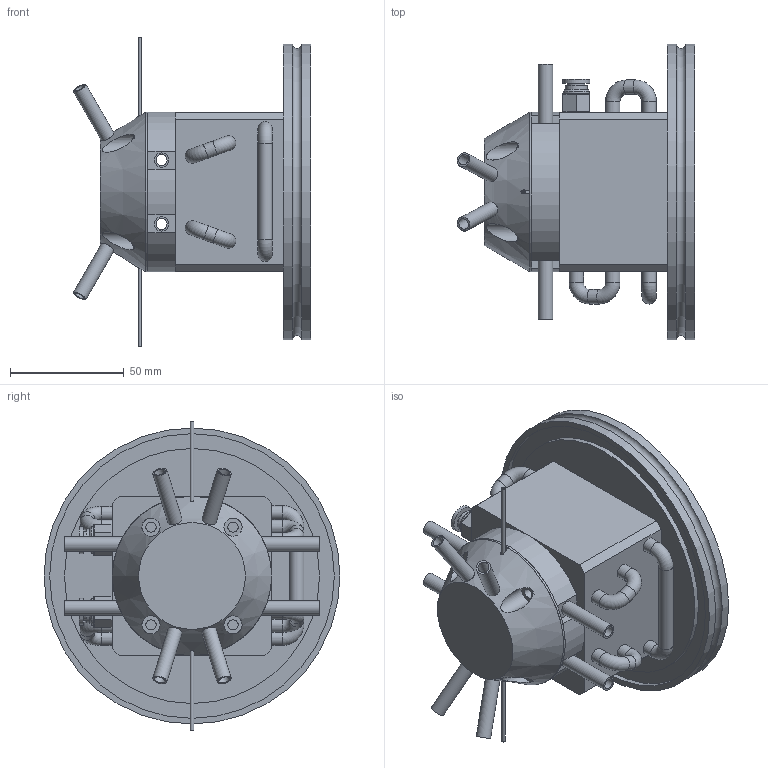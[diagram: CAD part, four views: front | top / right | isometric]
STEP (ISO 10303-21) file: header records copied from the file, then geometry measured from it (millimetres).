
FILE_DESCRIPTION(('HOOPS Exchange Step'),'2;1');
FILE_NAME('liquid_target.stp','2025-06-24T11:44:47+05:30',('Javed Akhter'),('Unknown organisation'),'HOOPS Exchange 2024.6','HOOPS Exchange','Unknown authorisation');
FILE_SCHEMA( ('AUTOMOTIVE_DESIGN { 1 0 10303 214 1 1 1 1 }') );
Length unit declared in the file: millimetre
Products named in the file (17): Symmetry of Symmetry of 14 inch cu tube(Symmetry of Symmetry of 14 inch cu tube.2.1.1); Symmetry of 14 inch cu tube(Symmetry of 14 inch cu tube.2.1); 14 inch cu tube(14 inch cu tube.2); Capillary tube(Capillary tube.1); Push-To-Connect Connector 1_4 MNPT x 6mm Push Connector(Push-To-Connect Connector 1_4 MNPT x 6mm Push Connector_1); Push-To-Connect Connector 1_8 MNPT x 6mm Push Connector(Push-To-Connect Connector 1_8 MNPT x 6mm Push Connector v2_1)2; Push-To-Connect Connector 1-8 MNPT x 6mm_1(Push-To-Connect Connector 1-8 MNPT x 6mm_1.1); Push-To-Connect Connector 1-8 MNPT x 6mm(Push-To-Connect Connector 1-8 MNPT x 6mm_1)2; Push-To-Connect Connector 1_8 MNPT x 6mm(Symmetry of Push-To-Connect Connector 1_8 MNPT x 6mm.1.1); Push-To-Connect Connector 1_8 MNPT x 6mm Push Connector(Push-To-Connect Connector 1_8 MNPT x 6mm Push Connector v2_1); Push-To-Connect Connector 1-8 MNPT x 6mm(Push-To-Connect Connector 1-8 MNPT x 6mm_1); Push-To-Connect Connector 1_8 MNPT x 6mm(Push-To-Connect Connector 1_8 MNPT x 6mm.1); O-ring 2-030(O-ring 2-030.1); Symmetry of Cu U Tube 1_4 inch(Symmetry of Cu U Tube 1_4 inch.1.1); Cu U Tube 1_4 inch(Cu U Tube 1_4 inch.1); O-Ring 2-026(O-Ring 2-026); liquid_target
Assembly tree (28 placements, depth 4):
  liquid_target
    Symmetry of Symmetry of 14 inch cu tube(Symmetry of Symmetry of 14 inch cu tube.2.1.1)  x2
    Symmetry of 14 inch cu tube(Symmetry of 14 inch cu tube.2.1)  x4
    14 inch cu tube(14 inch cu tube.2)  x2
    Capillary tube(Capillary tube.1)  x2
    Push-To-Connect Connector 1_8 MNPT x 6mm(Symmetry of Push-To-Connect Connector 1_8 MNPT x 6mm.1.1)
      Push-To-Connect Connector 1_8 MNPT x 6mm Push Connector(Push-To-Connect Connector 1_8 MNPT x 6mm Push Connector v2_1)2
        Push-To-Connect Connector 1_4 MNPT x 6mm Push Connector(Push-To-Connect Connector 1_4 MNPT x 6mm Push Connector_1)
      Push-To-Connect Connector 1-8 MNPT x 6mm(Push-To-Connect Connector 1-8 MNPT x 6mm_1)2
        Push-To-Connect Connector 1-8 MNPT x 6mm_1(Push-To-Connect Connector 1-8 MNPT x 6mm_1.1)
    Push-To-Connect Connector 1_8 MNPT x 6mm(Push-To-Connect Connector 1_8 MNPT x 6mm.1)
      Push-To-Connect Connector 1_8 MNPT x 6mm Push Connector(Push-To-Connect Connector 1_8 MNPT x 6mm Push Connector v2_1)
        Push-To-Connect Connector 1_4 MNPT x 6mm Push Connector(Push-To-Connect Connector 1_4 MNPT x 6mm Push Connector_1)
      Push-To-Connect Connector 1-8 MNPT x 6mm(Push-To-Connect Connector 1-8 MNPT x 6mm_1)
        Push-To-Connect Connector 1-8 MNPT x 6mm_1(Push-To-Connect Connector 1-8 MNPT x 6mm_1.1)
    O-ring 2-030(O-ring 2-030.1)  x2
    Symmetry of Cu U Tube 1_4 inch(Symmetry of Cu U Tube 1_4 inch.1.1)  x2
    Cu U Tube 1_4 inch(Cu U Tube 1_4 inch.1)  x2
    O-Ring 2-026(O-Ring 2-026)  x2
Bounding box: 104.27 x 130 x 136 mm (x, y, z)
Volume: 393877.6 mm3; surface area: 129871.1 mm2
Topology: 30 solids, 30 shells, 665 faces, 1709 edges, 1160 vertices
Faces by surface type: plane 305, cylinder 237, torus 47, cone 38, sphere 32, bspline 6
Full cylindrical faces by diameter (mm): 0.876 x4, 1.587 x4, 3.242 x8, 4.5 x8, 4.8 x35, 6 x6, 6.35 x37, 7.518 x2, 7.524 x2, 8 x8, 8.4 x2, 8.433 x2, 9.652 x2, 10.084 x2, 11.608 x2, 11.842 x2, 16 x1, 28 x2, 31.47 x2, 36.07 x2, 39 x2, 41 x2, 45.6 x2, 48 x2, 50 x3, 70 x1, 107.32 x1, 112 x1, 119.52 x1, 125 x1
Entity records: 25082 total; most frequent: CARTESIAN_POINT 11466, DIRECTION 2815, ORIENTED_EDGE 2662, EDGE_CURVE 1331, AXIS2_PLACEMENT_3D 1070, VERTEX_POINT 914, EDGE_LOOP 687, FACE_BOUND 687
